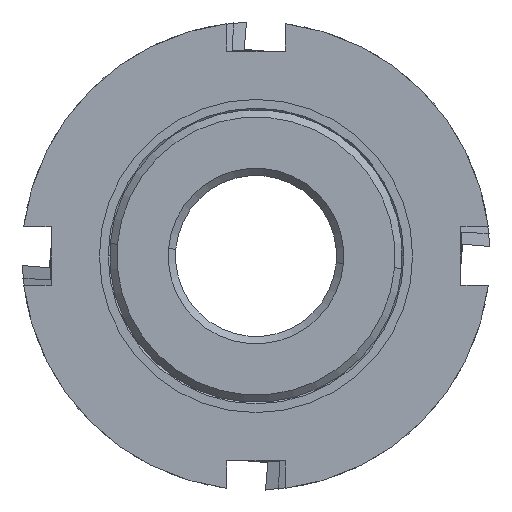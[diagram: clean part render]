
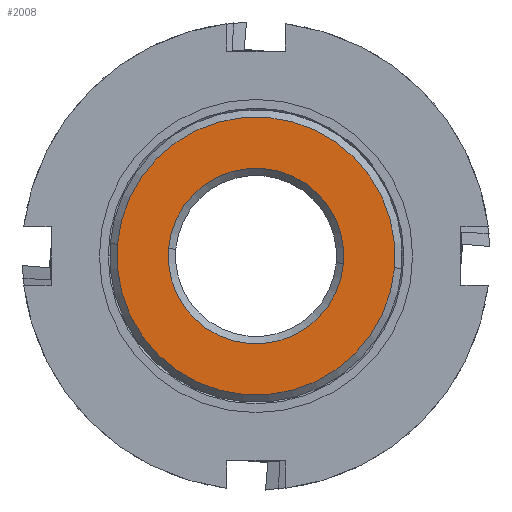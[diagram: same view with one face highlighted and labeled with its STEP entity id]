
A CAD part, front view. The second image highlights one B-rep face of the part: STEP entity #2008.
In plain terms, the highlighted planar face has unit normal (0, -1, 0).
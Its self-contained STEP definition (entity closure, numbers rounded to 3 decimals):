
#26 = AXIS2_PLACEMENT_3D ( 'NONE', #1933, #365, #2240 ) ;
#87 = DIRECTION ( 'NONE',  ( -1., 0., 0. ) ) ;
#135 = FACE_BOUND ( 'NONE', #306, .T. ) ;
#174 = VERTEX_POINT ( 'NONE', #3225 ) ;
#306 = EDGE_LOOP ( 'NONE', ( #3474, #3031 ) ) ;
#329 = DIRECTION ( 'NONE',  ( 0., 1., 0. ) ) ;
#365 = DIRECTION ( 'NONE',  ( 0., 1., 0. ) ) ;
#551 = PLANE ( 'NONE',  #594 ) ;
#558 = EDGE_CURVE ( 'NONE', #3619, #174, #1954, .T. ) ;
#594 = AXIS2_PLACEMENT_3D ( 'NONE', #3596, #3007, #1157 ) ;
#607 = CIRCLE ( 'NONE', #26, 9.5 ) ;
#633 = CARTESIAN_POINT ( 'NONE',  ( 0., -18.566, 0. ) ) ;
#688 = EDGE_CURVE ( 'NONE', #3673, #3431, #607, .T. ) ;
#1057 = ORIENTED_EDGE ( 'NONE', *, *, #688, .F. ) ;
#1157 = DIRECTION ( 'NONE',  ( -1., 0., 0. ) ) ;
#1234 = DIRECTION ( 'NONE',  ( -1., 0., 0. ) ) ;
#1389 = EDGE_CURVE ( 'NONE', #174, #3619, #2222, .T. ) ;
#1460 = EDGE_LOOP ( 'NONE', ( #1855, #1057 ) ) ;
#1538 = DIRECTION ( 'NONE',  ( -1., 0., 0. ) ) ;
#1855 = ORIENTED_EDGE ( 'NONE', *, *, #2672, .F. ) ;
#1927 = DIRECTION ( 'NONE',  ( 0., 1., 0. ) ) ;
#1933 = CARTESIAN_POINT ( 'NONE',  ( 0., -18.566, 0. ) ) ;
#1954 = CIRCLE ( 'NONE', #2643, 6. ) ;
#1968 = CARTESIAN_POINT ( 'NONE',  ( -9.5, -18.566, 0. ) ) ;
#2008 = ADVANCED_FACE ( 'NONE', ( #135, #3302 ), #551, .F. ) ;
#2217 = DIRECTION ( 'NONE',  ( 0., 1., 0. ) ) ;
#2222 = CIRCLE ( 'NONE', #3854, 6. ) ;
#2240 = DIRECTION ( 'NONE',  ( -1., 0., 0. ) ) ;
#2643 = AXIS2_PLACEMENT_3D ( 'NONE', #2821, #1927, #87 ) ;
#2672 = EDGE_CURVE ( 'NONE', #3431, #3673, #2970, .T. ) ;
#2821 = CARTESIAN_POINT ( 'NONE',  ( 0., -18.566, 0. ) ) ;
#2970 = CIRCLE ( 'NONE', #3936, 9.5 ) ;
#3007 = DIRECTION ( 'NONE',  ( 0., 1., 0. ) ) ;
#3018 = CARTESIAN_POINT ( 'NONE',  ( 9.5, -18.566, 0. ) ) ;
#3028 = CARTESIAN_POINT ( 'NONE',  ( 0., -18.566, 0. ) ) ;
#3031 = ORIENTED_EDGE ( 'NONE', *, *, #558, .T. ) ;
#3165 = CARTESIAN_POINT ( 'NONE',  ( -6., -18.566, 0. ) ) ;
#3225 = CARTESIAN_POINT ( 'NONE',  ( 6., -18.566, 0. ) ) ;
#3302 = FACE_OUTER_BOUND ( 'NONE', #1460, .T. ) ;
#3431 = VERTEX_POINT ( 'NONE', #1968 ) ;
#3474 = ORIENTED_EDGE ( 'NONE', *, *, #1389, .T. ) ;
#3596 = CARTESIAN_POINT ( 'NONE',  ( 5.5, -18.566, 0. ) ) ;
#3619 = VERTEX_POINT ( 'NONE', #3165 ) ;
#3673 = VERTEX_POINT ( 'NONE', #3018 ) ;
#3854 = AXIS2_PLACEMENT_3D ( 'NONE', #633, #2217, #1234 ) ;
#3936 = AXIS2_PLACEMENT_3D ( 'NONE', #3028, #329, #1538 ) ;
